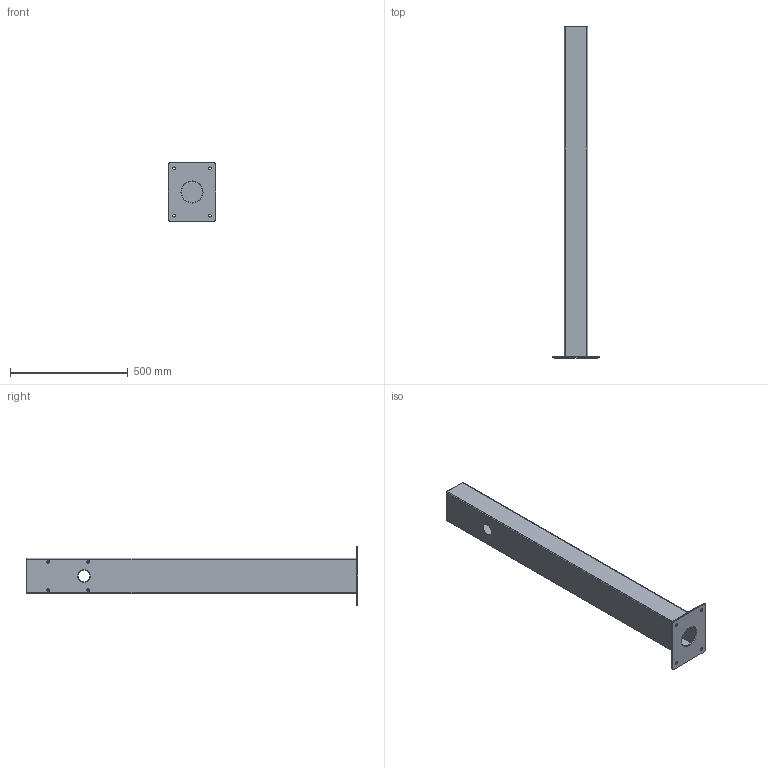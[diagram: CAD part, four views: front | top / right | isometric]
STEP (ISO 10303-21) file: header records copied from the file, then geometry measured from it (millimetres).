
FILE_DESCRIPTION((''),'2;1');
FILE_NAME('NOSIEC_EV-POLNILNICE_ASM','2024-08-29T13:57:34',('klemen.sitar'),('Audax d.o.o.'),'CREO PARAMETRIC BY PTC INC, 2021304','CREO PARAMETRIC BY PTC INC, 2021304','');
FILE_SCHEMA(('AP242_MANAGED_MODEL_BASED_3D_ENGINEERING_MIM_LF { 1 0 10303 442 1 1 4 }'));
Length unit declared in the file: millimetre
Products named in the file (5): 0000078164_1; 0000078163_1; 0000078166_1; 0000078173_1; NOSIEC_EV-POLNILNICE_ASM
Assembly tree (11 placements, depth 2):
  NOSIEC_EV-POLNILNICE_ASM
    0000078164_1
    0000078163_1
    0000078166_1
    0000078173_1  x8
Bounding box: 200 x 1409 x 250 mm (x, y, z)
Volume: 1995160 mm3; surface area: 1488145.3 mm2
Topology: 11 solids, 11 shells, 228 faces, 594 edges, 396 vertices
Faces by surface type: cylinder 94, cone 64, plane 50, torus 16, bspline 4
Entity records: 6995 total; most frequent: DIRECTION 838, CARTESIAN_POINT 817, ORIENTED_EDGE 712, PRESENTATION_STYLE_ASSIGNMENT 483, STYLED_ITEM 483, CURVE_STYLE 356, EDGE_CURVE 356, AXIS2_PLACEMENT_3D 347
